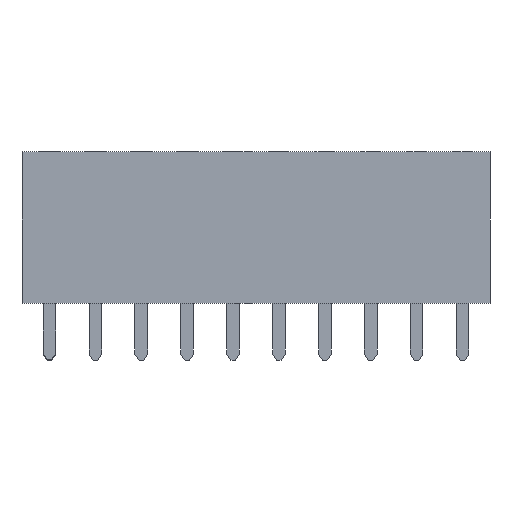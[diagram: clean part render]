
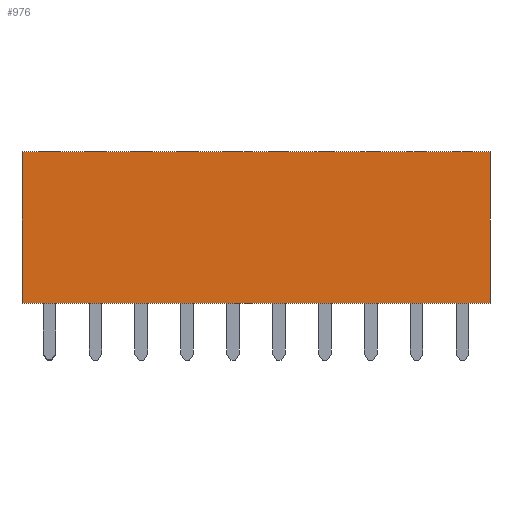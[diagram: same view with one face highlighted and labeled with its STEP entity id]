
A CAD part, front view. The second image highlights one B-rep face of the part: STEP entity #976.
In plain terms, the highlighted planar face has unit normal (0, -1, 0).
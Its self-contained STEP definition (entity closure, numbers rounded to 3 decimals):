
#976 = ADVANCED_FACE( '', ( #1871 ), #1872, .F. );
#1871 = FACE_OUTER_BOUND( '', #2752, .T. );
#1872 = PLANE( '', #2753 );
#2752 = EDGE_LOOP( '', ( #5018, #5019, #5020, #5021 ) );
#2753 = AXIS2_PLACEMENT_3D( '', #5022, #5023, #5024 );
#5018 = ORIENTED_EDGE( '', *, *, #6373, .F. );
#5019 = ORIENTED_EDGE( '', *, *, #5714, .F. );
#5020 = ORIENTED_EDGE( '', *, *, #5962, .F. );
#5021 = ORIENTED_EDGE( '', *, *, #6410, .F. );
#5022 = CARTESIAN_POINT( '', ( 0., -2.54, 0. ) );
#5023 = DIRECTION( '', ( 0., 1., 0. ) );
#5024 = DIRECTION( '', ( 0., 0., 1. ) );
#5714 = EDGE_CURVE( '', #6889, #6884, #6891, .T. );
#5962 = EDGE_CURVE( '', #7277, #6889, #7279, .T. );
#6373 = EDGE_CURVE( '', #6884, #7830, #7831, .T. );
#6410 = EDGE_CURVE( '', #7830, #7277, #7874, .T. );
#6884 = VERTEX_POINT( '', #8550 );
#6889 = VERTEX_POINT( '', #8557 );
#6891 = LINE( '', #8560, #8561 );
#7277 = VERTEX_POINT( '', #9139 );
#7279 = LINE( '', #9142, #9143 );
#7830 = VERTEX_POINT( '', #9986 );
#7831 = LINE( '', #9987, #9988 );
#7874 = LINE( '', #10056, #10057 );
#8550 = CARTESIAN_POINT( '', ( -12.95, -2.54, -4.2 ) );
#8557 = CARTESIAN_POINT( '', ( 12.95, -2.54, -4.2 ) );
#8560 = CARTESIAN_POINT( '', ( 12.95, -2.54, -4.2 ) );
#8561 = VECTOR( '', #10359, 1000. );
#9139 = CARTESIAN_POINT( '', ( 12.95, -2.54, 4.2 ) );
#9142 = CARTESIAN_POINT( '', ( 12.95, -2.54, 4.2 ) );
#9143 = VECTOR( '', #10553, 1000. );
#9986 = CARTESIAN_POINT( '', ( -12.95, -2.54, 4.2 ) );
#9987 = CARTESIAN_POINT( '', ( -12.95, -2.54, -4.2 ) );
#9988 = VECTOR( '', #10848, 1000. );
#10056 = CARTESIAN_POINT( '', ( -12.95, -2.54, 4.2 ) );
#10057 = VECTOR( '', #10874, 1000. );
#10359 = DIRECTION( '', ( -1., 0., 0. ) );
#10553 = DIRECTION( '', ( 0., 0., -1. ) );
#10848 = DIRECTION( '', ( 0., 0., 1. ) );
#10874 = DIRECTION( '', ( 1., 0., 0. ) );
